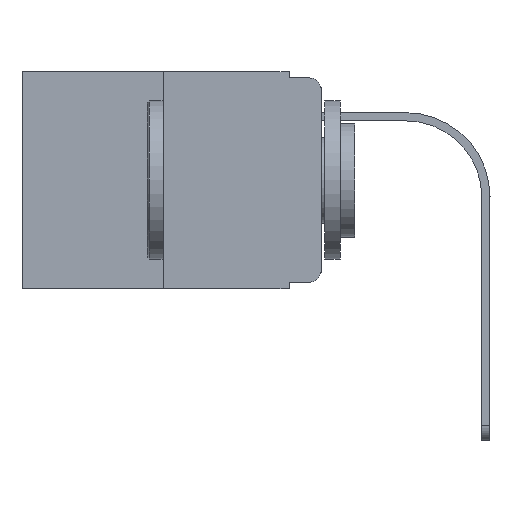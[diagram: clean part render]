
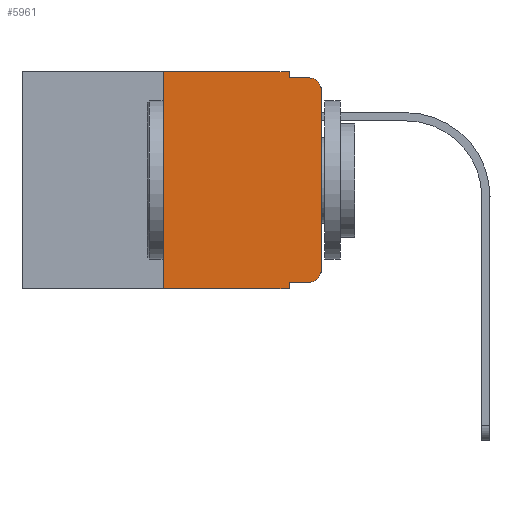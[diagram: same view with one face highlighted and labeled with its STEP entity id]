
A CAD part, left-side view. The second image highlights one B-rep face of the part: STEP entity #5961.
In plain terms, the highlighted planar face has unit normal (-1, 0, 0).
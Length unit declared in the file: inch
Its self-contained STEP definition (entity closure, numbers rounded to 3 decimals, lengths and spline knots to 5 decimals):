
#388 = CARTESIAN_POINT ( 'NONE',  ( 0., 0.051, -0.01 ) ) ;
#543 = CARTESIAN_POINT ( 'NONE',  ( 0., 0.051, -0.333 ) ) ;
#637 = VERTEX_POINT ( 'NONE', #8266 ) ;
#1034 = AXIS2_PLACEMENT_3D ( 'NONE', #2269, #5612, #14316 ) ;
#1682 = FACE_OUTER_BOUND ( 'NONE', #6328, .T. ) ;
#1712 = VERTEX_POINT ( 'NONE', #7352 ) ;
#1747 = AXIS2_PLACEMENT_3D ( 'NONE', #15130, #5149, #10025 ) ;
#1760 = CARTESIAN_POINT ( 'NONE',  ( 0., 0., 0. ) ) ;
#1763 = DIRECTION ( 'NONE',  ( 0., -1., 0. ) ) ;
#2001 = EDGE_CURVE ( 'NONE', #11101, #1712, #9515, .T. ) ;
#2228 = DIRECTION ( 'NONE',  ( 0., 0., -1. ) ) ;
#2235 = VERTEX_POINT ( 'NONE', #13913 ) ;
#2269 = CARTESIAN_POINT ( 'NONE',  ( 0., 0.02, -0.313 ) ) ;
#2482 = VERTEX_POINT ( 'NONE', #3836 ) ;
#2723 = VECTOR ( 'NONE', #11674, 39.37008 ) ;
#2952 = ORIENTED_EDGE ( 'NONE', *, *, #4308, .T. ) ;
#3423 = EDGE_CURVE ( 'NONE', #11101, #5436, #3958, .T. ) ;
#3653 = VECTOR ( 'NONE', #4412, 39.37008 ) ;
#3787 = CARTESIAN_POINT ( 'NONE',  ( 0., 0.051, 0. ) ) ;
#3836 = CARTESIAN_POINT ( 'NONE',  ( 0., 0.051, -0.01 ) ) ;
#3958 = LINE ( 'NONE', #15229, #12276 ) ;
#3978 = DIRECTION ( 'NONE',  ( 0., 0., -1. ) ) ;
#4066 = DIRECTION ( 'NONE',  ( 1., 0., 0. ) ) ;
#4223 = DIRECTION ( 'NONE',  ( 0., 0., 1. ) ) ;
#4308 = EDGE_CURVE ( 'NONE', #7479, #9849, #10377, .T. ) ;
#4333 = CARTESIAN_POINT ( 'NONE',  ( 0., 0.25, 0. ) ) ;
#4408 = ORIENTED_EDGE ( 'NONE', *, *, #14857, .T. ) ;
#4412 = DIRECTION ( 'NONE',  ( 0., 0., 1. ) ) ;
#4785 = DIRECTION ( 'NONE',  ( 0., -1., 0. ) ) ;
#5149 = DIRECTION ( 'NONE',  ( -1., 0., 0. ) ) ;
#5317 = VECTOR ( 'NONE', #2228, 39.37008 ) ;
#5436 = VERTEX_POINT ( 'NONE', #14628 ) ;
#5612 = DIRECTION ( 'NONE',  ( -1., 0., 0. ) ) ;
#5823 = LINE ( 'NONE', #13324, #6677 ) ;
#5961 = ADVANCED_FACE ( 'NONE', ( #1682 ), #12752, .F. ) ;
#6128 = ORIENTED_EDGE ( 'NONE', *, *, #6282, .F. ) ;
#6282 = EDGE_CURVE ( 'NONE', #7479, #5436, #13228, .T. ) ;
#6328 = EDGE_LOOP ( 'NONE', ( #14241, #8662, #13392, #11382, #15064, #7699, #13713, #6128, #2952, #4408 ) ) ;
#6575 = CARTESIAN_POINT ( 'NONE',  ( 0., 0.02, -0.01 ) ) ;
#6677 = VECTOR ( 'NONE', #4785, 39.37008 ) ;
#7114 = CARTESIAN_POINT ( 'NONE',  ( 0., 0.051, 0. ) ) ;
#7152 = CARTESIAN_POINT ( 'NONE',  ( 0., 0.051, 0. ) ) ;
#7352 = CARTESIAN_POINT ( 'NONE',  ( 0., 0.25, 0. ) ) ;
#7479 = VERTEX_POINT ( 'NONE', #543 ) ;
#7699 = ORIENTED_EDGE ( 'NONE', *, *, #2001, .F. ) ;
#7722 = DIRECTION ( 'NONE',  ( 0., -1., 0. ) ) ;
#7844 = VECTOR ( 'NONE', #15464, 39.37008 ) ;
#8005 = EDGE_CURVE ( 'NONE', #11911, #2482, #14412, .T. ) ;
#8053 = LINE ( 'NONE', #388, #14121 ) ;
#8266 = CARTESIAN_POINT ( 'NONE',  ( 0., 0., -0.313 ) ) ;
#8316 = EDGE_CURVE ( 'NONE', #2235, #11391, #11708, .T. ) ;
#8662 = ORIENTED_EDGE ( 'NONE', *, *, #8316, .T. ) ;
#8848 = CARTESIAN_POINT ( 'NONE',  ( 0., 0.473, 0. ) ) ;
#9515 = LINE ( 'NONE', #4333, #3653 ) ;
#9849 = VERTEX_POINT ( 'NONE', #15449 ) ;
#10025 = DIRECTION ( 'NONE',  ( 0., 0., -1. ) ) ;
#10377 = LINE ( 'NONE', #12615, #2723 ) ;
#11101 = VERTEX_POINT ( 'NONE', #11917 ) ;
#11382 = ORIENTED_EDGE ( 'NONE', *, *, #8005, .F. ) ;
#11391 = VERTEX_POINT ( 'NONE', #6575 ) ;
#11674 = DIRECTION ( 'NONE',  ( 0., -1., 0. ) ) ;
#11708 = CIRCLE ( 'NONE', #1747, 0.02 ) ;
#11911 = VERTEX_POINT ( 'NONE', #7114 ) ;
#11917 = CARTESIAN_POINT ( 'NONE',  ( 0., 0.25, -0.343 ) ) ;
#11927 = EDGE_CURVE ( 'NONE', #1712, #11911, #5823, .T. ) ;
#12205 = EDGE_CURVE ( 'NONE', #637, #2235, #14118, .T. ) ;
#12276 = VECTOR ( 'NONE', #7722, 39.37008 ) ;
#12615 = CARTESIAN_POINT ( 'NONE',  ( 0., 0.051, -0.333 ) ) ;
#12752 = PLANE ( 'NONE',  #14069 ) ;
#13228 = LINE ( 'NONE', #3787, #5317 ) ;
#13324 = CARTESIAN_POINT ( 'NONE',  ( 0., 0.473, 0. ) ) ;
#13388 = VECTOR ( 'NONE', #4223, 39.37008 ) ;
#13392 = ORIENTED_EDGE ( 'NONE', *, *, #13555, .F. ) ;
#13555 = EDGE_CURVE ( 'NONE', #2482, #11391, #8053, .T. ) ;
#13713 = ORIENTED_EDGE ( 'NONE', *, *, #3423, .T. ) ;
#13913 = CARTESIAN_POINT ( 'NONE',  ( 0., 0., -0.03 ) ) ;
#14069 = AXIS2_PLACEMENT_3D ( 'NONE', #8848, #4066, #3978 ) ;
#14118 = LINE ( 'NONE', #1760, #13388 ) ;
#14121 = VECTOR ( 'NONE', #1763, 39.37008 ) ;
#14241 = ORIENTED_EDGE ( 'NONE', *, *, #12205, .T. ) ;
#14316 = DIRECTION ( 'NONE',  ( 0., 0., -1. ) ) ;
#14412 = LINE ( 'NONE', #7152, #7844 ) ;
#14628 = CARTESIAN_POINT ( 'NONE',  ( 0., 0.051, -0.343 ) ) ;
#14857 = EDGE_CURVE ( 'NONE', #9849, #637, #14897, .T. ) ;
#14897 = CIRCLE ( 'NONE', #1034, 0.02 ) ;
#15064 = ORIENTED_EDGE ( 'NONE', *, *, #11927, .F. ) ;
#15130 = CARTESIAN_POINT ( 'NONE',  ( 0., 0.02, -0.03 ) ) ;
#15229 = CARTESIAN_POINT ( 'NONE',  ( 0., 0.473, -0.343 ) ) ;
#15449 = CARTESIAN_POINT ( 'NONE',  ( 0., 0.02, -0.333 ) ) ;
#15464 = DIRECTION ( 'NONE',  ( 0., 0., -1. ) ) ;
